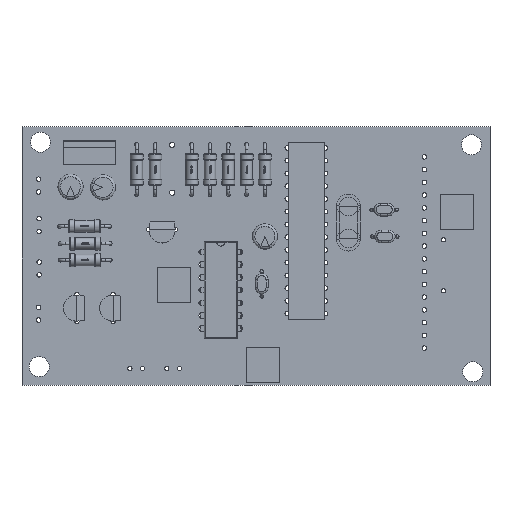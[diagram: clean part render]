
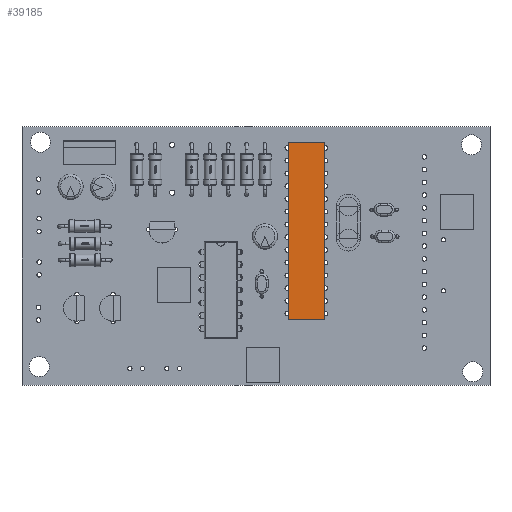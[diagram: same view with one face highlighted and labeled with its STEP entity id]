
A CAD part, top view. The second image highlights one B-rep face of the part: STEP entity #39185.
In plain terms, the highlighted planar face has unit normal (0, 0, 1).
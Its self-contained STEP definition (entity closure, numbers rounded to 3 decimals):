
#39056 = VERTEX_POINT('',#39057);
#39057 = CARTESIAN_POINT('',(3.6,17.65,4.58));
#39063 = EDGE_CURVE('',#39056,#39064,#39066,.T.);
#39064 = VERTEX_POINT('',#39065);
#39065 = CARTESIAN_POINT('',(-3.6,17.65,4.58));
#39066 = LINE('',#39067,#39068);
#39067 = CARTESIAN_POINT('',(3.6,17.65,4.58));
#39068 = VECTOR('',#39069,1.);
#39069 = DIRECTION('',(-1.,0.,0.));
#39094 = EDGE_CURVE('',#39064,#39095,#39097,.T.);
#39095 = VERTEX_POINT('',#39096);
#39096 = CARTESIAN_POINT('',(-3.6,-17.65,4.58));
#39097 = LINE('',#39098,#39099);
#39098 = CARTESIAN_POINT('',(-3.6,17.65,4.58));
#39099 = VECTOR('',#39100,1.);
#39100 = DIRECTION('',(0.,-1.,0.));
#39125 = EDGE_CURVE('',#39095,#39126,#39128,.T.);
#39126 = VERTEX_POINT('',#39127);
#39127 = CARTESIAN_POINT('',(3.6,-17.65,4.58));
#39128 = LINE('',#39129,#39130);
#39129 = CARTESIAN_POINT('',(-3.6,-17.65,4.58));
#39130 = VECTOR('',#39131,1.);
#39131 = DIRECTION('',(1.,0.,0.));
#39156 = EDGE_CURVE('',#39126,#39056,#39157,.T.);
#39157 = LINE('',#39158,#39159);
#39158 = CARTESIAN_POINT('',(3.6,-17.65,4.58));
#39159 = VECTOR('',#39160,1.);
#39160 = DIRECTION('',(0.,1.,0.));
#39185 = ADVANCED_FACE('',(#39186),#39192,.F.);
#39186 = FACE_BOUND('',#39187,.T.);
#39187 = EDGE_LOOP('',(#39188,#39189,#39190,#39191));
#39188 = ORIENTED_EDGE('',*,*,#39063,.T.);
#39189 = ORIENTED_EDGE('',*,*,#39094,.T.);
#39190 = ORIENTED_EDGE('',*,*,#39125,.T.);
#39191 = ORIENTED_EDGE('',*,*,#39156,.T.);
#39192 = PLANE('',#39193);
#39193 = AXIS2_PLACEMENT_3D('',#39194,#39195,#39196);
#39194 = CARTESIAN_POINT('',(3.6,17.65,4.58));
#39195 = DIRECTION('',(0.,0.,-1.));
#39196 = DIRECTION('',(-1.,0.,0.));
